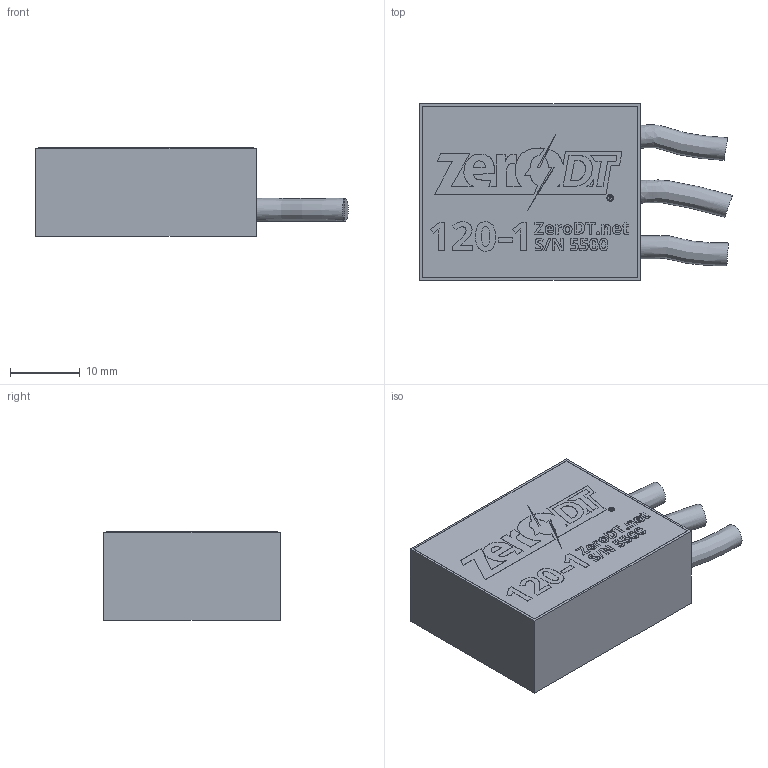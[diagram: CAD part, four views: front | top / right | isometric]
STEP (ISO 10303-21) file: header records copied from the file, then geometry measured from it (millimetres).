
FILE_DESCRIPTION(/* description */ ('STEP AP214'),/* implementation_level */ '2;1');
FILE_NAME(/* name */ '61969dffc191023919fc2694',/* time_stamp */ '2021-11-18T18:40:00+00:00',/* author */ (''),/* organization */ (''),/* preprocessor_version */ 'ST-DEVELOPER v18.1',/* originating_system */ ' ',/* authorisation */ ' ');
FILE_SCHEMA (('AUTOMOTIVE_DESIGN {1 0 10303 214 3 1 1}'));
Length unit declared in the file: metre
Products named in the file (1): 120-1
Bounding box: 45 x 25.4 x 12.75 mm (x, y, z)
Volume: 10590.1 mm3; surface area: 3472.4 mm2
Topology: 1 solids, 1 shells, 477 faces, 1284 edges, 856 vertices
Faces by surface type: plane 245, bspline 228, cylinder 4
Full cylindrical faces by diameter (mm): 0.759 x1, 0.972 x1
Entity records: 16342 total; most frequent: CARTESIAN_POINT 5692, ORIENTED_EDGE 2558, DIRECTION 1343, EDGE_CURVE 1279, VERTEX_POINT 856, LINE 815, VECTOR 815, EDGE_LOOP 529
